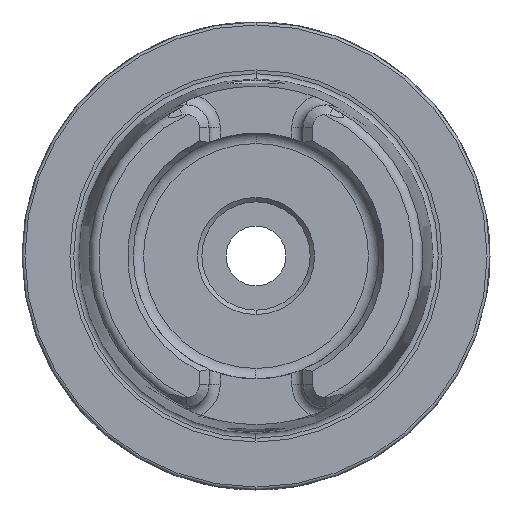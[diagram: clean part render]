
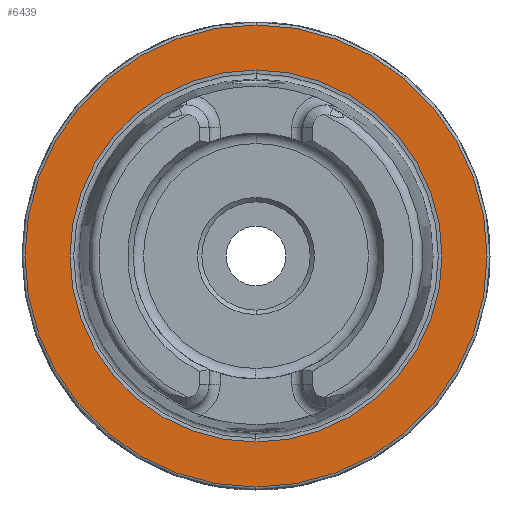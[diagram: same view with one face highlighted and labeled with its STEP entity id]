
A CAD part, left-side view. The second image highlights one B-rep face of the part: STEP entity #6439.
In plain terms, the highlighted planar face has unit normal (-1, 0, 0).
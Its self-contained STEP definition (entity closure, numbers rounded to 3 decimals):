
#3 = AXIS2_PLACEMENT_3D ( 'NONE', #2493, #2481, #2380 ) ;
#56 = AXIS2_PLACEMENT_3D ( 'NONE', #446, #7943, #2528 ) ;
#239 = PLANE ( 'NONE',  #56 ) ;
#342 = EDGE_LOOP ( 'NONE', ( #8207, #8214 ) ) ;
#446 = CARTESIAN_POINT ( 'NONE',  ( 0., 39.5, 0. ) ) ;
#634 = DIRECTION ( 'NONE',  ( 0., 0., 1. ) ) ;
#726 = DIRECTION ( 'NONE',  ( -1., 0., 0. ) ) ;
#836 = CARTESIAN_POINT ( 'NONE',  ( 0., 0., 39.5 ) ) ;
#868 = CARTESIAN_POINT ( 'NONE',  ( 0., 0., 0. ) ) ;
#915 = AXIS2_PLACEMENT_3D ( 'NONE', #3541, #3214, #3183 ) ;
#2309 = AXIS2_PLACEMENT_3D ( 'NONE', #4867, #4882, #4908 ) ;
#2380 = DIRECTION ( 'NONE',  ( 0., 0., 1. ) ) ;
#2481 = DIRECTION ( 'NONE',  ( -1., 0., 0. ) ) ;
#2493 = CARTESIAN_POINT ( 'NONE',  ( 0., 0., 0. ) ) ;
#2528 = DIRECTION ( 'NONE',  ( 0., 0., -1. ) ) ;
#2636 = VERTEX_POINT ( 'NONE', #836 ) ;
#3033 = VERTEX_POINT ( 'NONE', #5950 ) ;
#3183 = DIRECTION ( 'NONE',  ( 0., 0., 1. ) ) ;
#3214 = DIRECTION ( 'NONE',  ( -1., 0., 0. ) ) ;
#3541 = CARTESIAN_POINT ( 'NONE',  ( 0., 0., 0. ) ) ;
#3691 = FACE_BOUND ( 'NONE', #342, .T. ) ;
#3826 = FACE_OUTER_BOUND ( 'NONE', #5336, .T. ) ;
#4016 = CIRCLE ( 'NONE', #915, 39.5 ) ;
#4023 = VERTEX_POINT ( 'NONE', #8542 ) ;
#4866 = CIRCLE ( 'NONE', #2309, 31.804 ) ;
#4867 = CARTESIAN_POINT ( 'NONE',  ( 0., 0., 0. ) ) ;
#4882 = DIRECTION ( 'NONE',  ( -1., 0., 0. ) ) ;
#4908 = DIRECTION ( 'NONE',  ( 0., 0., 1. ) ) ;
#5336 = EDGE_LOOP ( 'NONE', ( #8191, #8179 ) ) ;
#5371 = VERTEX_POINT ( 'NONE', #5505 ) ;
#5505 = CARTESIAN_POINT ( 'NONE',  ( 0., 0., 31.804 ) ) ;
#5950 = CARTESIAN_POINT ( 'NONE',  ( 0., 0., -31.804 ) ) ;
#6037 = EDGE_CURVE ( 'NONE', #3033, #5371, #4866, .T. ) ;
#6359 = EDGE_CURVE ( 'NONE', #2636, #4023, #4016, .T. ) ;
#6439 = ADVANCED_FACE ( 'NONE', ( #3691, #3826 ), #239, .F. ) ;
#7812 = AXIS2_PLACEMENT_3D ( 'NONE', #868, #726, #634 ) ;
#7943 = DIRECTION ( 'NONE',  ( 1., 0., 0. ) ) ;
#8021 = CIRCLE ( 'NONE', #7812, 31.804 ) ;
#8102 = CIRCLE ( 'NONE', #3, 39.5 ) ;
#8179 = ORIENTED_EDGE ( 'NONE', *, *, #8199, .T. ) ;
#8191 = ORIENTED_EDGE ( 'NONE', *, *, #6359, .T. ) ;
#8199 = EDGE_CURVE ( 'NONE', #4023, #2636, #8102, .T. ) ;
#8207 = ORIENTED_EDGE ( 'NONE', *, *, #8243, .F. ) ;
#8214 = ORIENTED_EDGE ( 'NONE', *, *, #6037, .F. ) ;
#8243 = EDGE_CURVE ( 'NONE', #5371, #3033, #8021, .T. ) ;
#8542 = CARTESIAN_POINT ( 'NONE',  ( 0., 0., -39.5 ) ) ;
